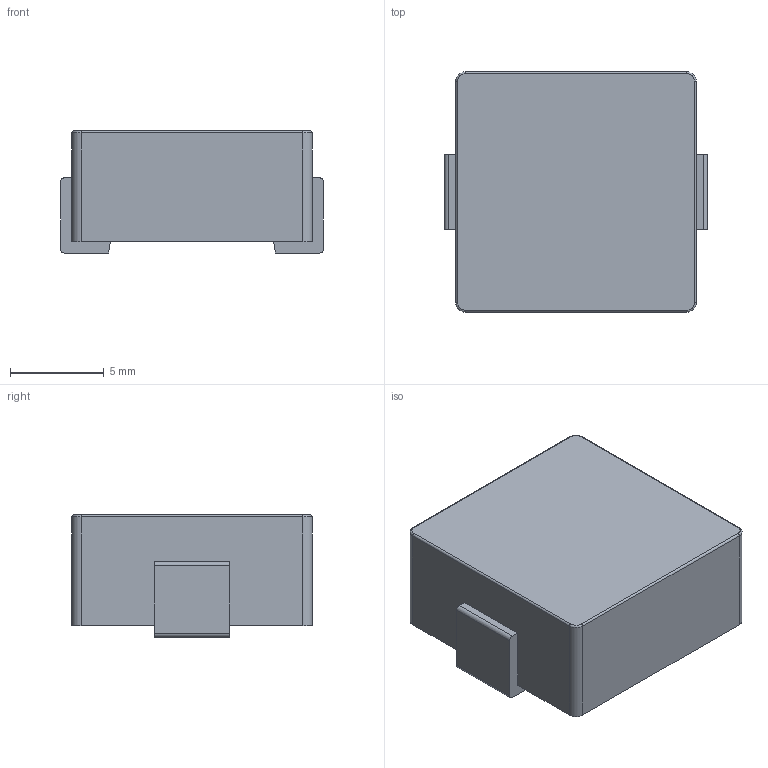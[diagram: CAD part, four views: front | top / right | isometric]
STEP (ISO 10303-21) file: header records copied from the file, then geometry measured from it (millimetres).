
FILE_DESCRIPTION(/* description */ (''),/* implementation_level */ '2;1');
FILE_NAME(/* name */ 'PA4343_XXXNLT.step',/* time_stamp */ '2021-04-18T10:05:51+02:00',/* author */ (''),/* organization */ (''),/* preprocessor_version */ 'ST-DEVELOPER v18.1',/* originating_system */ 'Autodesk Translation Framework v10.6.0.1341',/* authorisation */ '');
FILE_SCHEMA (('AUTOMOTIVE_DESIGN { 1 0 10303 214 3 1 1 }'));
Length unit declared in the file: millimetre
Products named in the file (1): (Unsaved)
Bounding box: 14 x 12.8 x 6.5 mm (x, y, z)
Volume: 994 mm3; surface area: 769.3 mm2
Topology: 3 solids, 3 shells, 50 faces, 124 edges, 80 vertices
Faces by surface type: plane 34, cylinder 12, torus 4
Entity records: 1756 total; most frequent: CARTESIAN_POINT 483, ORIENTED_EDGE 248, DIRECTION 246, EDGE_CURVE 124, LINE 96, VECTOR 96, VERTEX_POINT 80, AXIS2_PLACEMENT_3D 75
